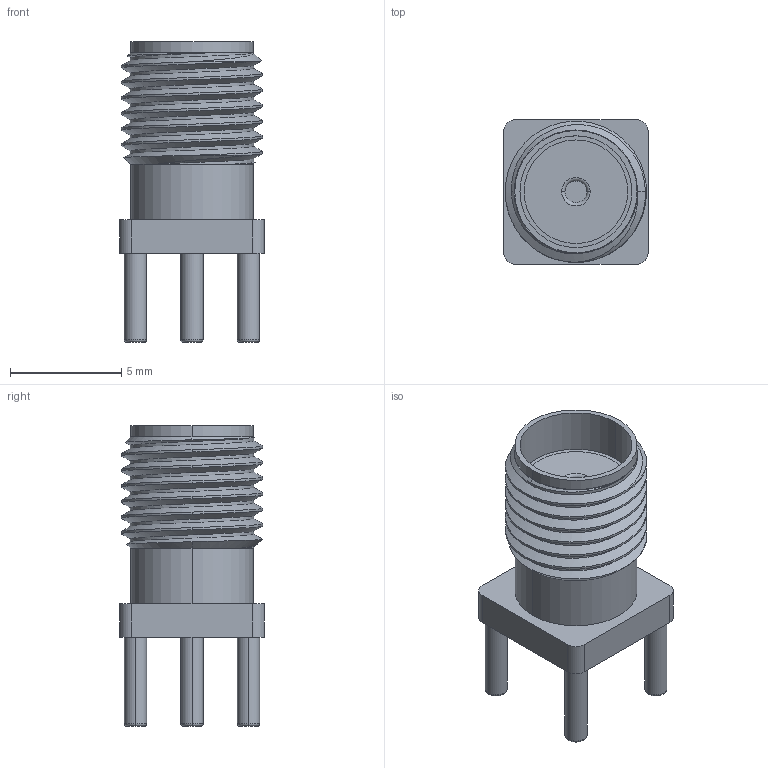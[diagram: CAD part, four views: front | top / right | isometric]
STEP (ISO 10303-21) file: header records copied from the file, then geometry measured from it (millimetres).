
FILE_DESCRIPTION (( 'STEP AP214' ), '1' );
FILE_NAME ('ANT-TH_L6.5-W6.5-H13.5-P5.08.step', '2022-06-14T10:13:56', ( '' ), ( '' ), 'SwSTEP 2.0', 'SolidWorks 2020', '' );
FILE_SCHEMA (( 'AUTOMOTIVE_DESIGN' ));
Length unit declared in the file: millimetre
Products named in the file (1): ANT-TH_L6.5-W6.5-H13.5-P5.08
Bounding box: 6.51 x 6.5 x 13.5 mm (x, y, z)
Volume: 242.2 mm3; surface area: 449.2 mm2
Topology: 1 solids, 1 shells, 307 faces, 801 edges, 529 vertices
Faces by surface type: plane 145, bspline 101, cylinder 37, torus 14, cone 10
Entity records: 14538 total; most frequent: CARTESIAN_POINT 4291, ORIENTED_EDGE 1600, DIRECTION 1071, EDGE_CURVE 800, VERTEX_POINT 527, VECTOR 471, LINE 471, EDGE_LOOP 339
